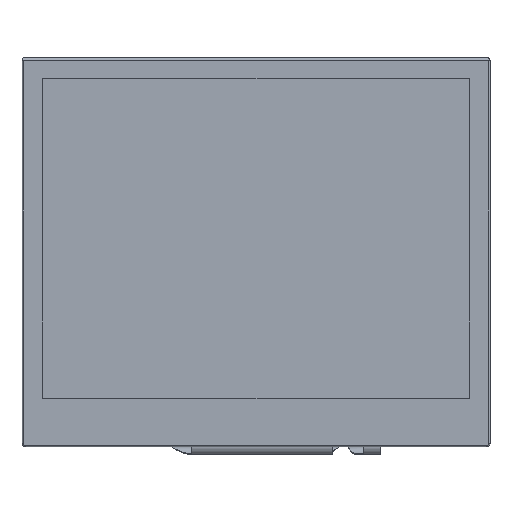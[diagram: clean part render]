
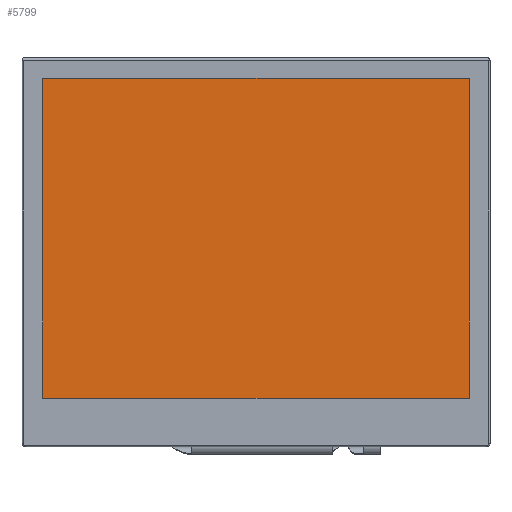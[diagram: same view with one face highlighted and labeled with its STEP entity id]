
A CAD part, top view. The second image highlights one B-rep face of the part: STEP entity #5799.
In plain terms, the highlighted planar face has unit normal (0, 0, 1).
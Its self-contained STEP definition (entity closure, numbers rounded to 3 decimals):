
#107=PLANE('',#6199);
#446=FACE_OUTER_BOUND('',#748,.T.);
#748=EDGE_LOOP('',(#4155,#4156,#4157,#4158));
#1050=LINE('',#8175,#1834);
#1053=LINE('',#8180,#1837);
#1055=LINE('',#8184,#1839);
#1056=LINE('',#8186,#1840);
#1834=VECTOR('',#6636,10.);
#1837=VECTOR('',#6641,10.);
#1839=VECTOR('',#6645,10.);
#1840=VECTOR('',#6648,10.);
#2639=VERTEX_POINT('',#8172);
#2640=VERTEX_POINT('',#8174);
#2641=VERTEX_POINT('',#8178);
#2642=VERTEX_POINT('',#8182);
#3226=EDGE_CURVE('',#2639,#2640,#1050,.T.);
#3229=EDGE_CURVE('',#2641,#2639,#1053,.T.);
#3231=EDGE_CURVE('',#2642,#2641,#1055,.T.);
#3232=EDGE_CURVE('',#2640,#2642,#1056,.T.);
#4155=ORIENTED_EDGE('',*,*,#3232,.F.);
#4156=ORIENTED_EDGE('',*,*,#3226,.F.);
#4157=ORIENTED_EDGE('',*,*,#3229,.F.);
#4158=ORIENTED_EDGE('',*,*,#3231,.F.);
#5799=ADVANCED_FACE('',(#446),#107,.F.);
#6199=AXIS2_PLACEMENT_3D('',#8187,#6649,#6650);
#6636=DIRECTION('',(0.,-1.,0.));
#6641=DIRECTION('',(1.,0.,0.));
#6645=DIRECTION('',(0.,1.,0.));
#6648=DIRECTION('',(-1.,0.,0.));
#6649=DIRECTION('center_axis',(0.,0.,-1.));
#6650=DIRECTION('ref_axis',(-1.,0.,0.));
#8172=CARTESIAN_POINT('',(74.603,61.413,2.96));
#8174=CARTESIAN_POINT('',(74.603,8.853,2.96));
#8175=CARTESIAN_POINT('',(74.603,8.853,2.96));
#8178=CARTESIAN_POINT('',(4.523,61.413,2.96));
#8180=CARTESIAN_POINT('',(74.603,61.413,2.96));
#8182=CARTESIAN_POINT('',(4.523,8.853,2.96));
#8184=CARTESIAN_POINT('',(4.523,61.413,2.96));
#8186=CARTESIAN_POINT('',(4.523,8.853,2.96));
#8187=CARTESIAN_POINT('Origin',(39.563,35.133,2.96));
